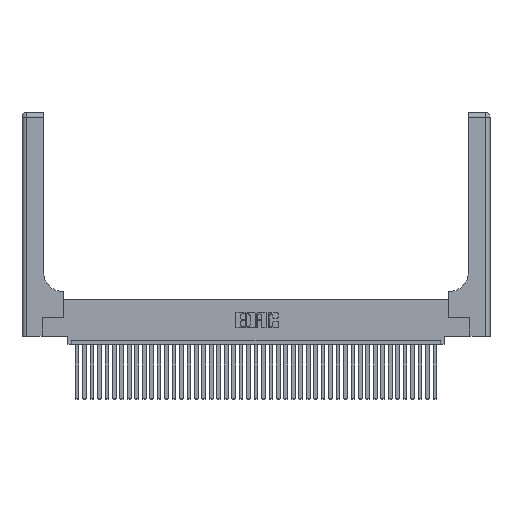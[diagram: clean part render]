
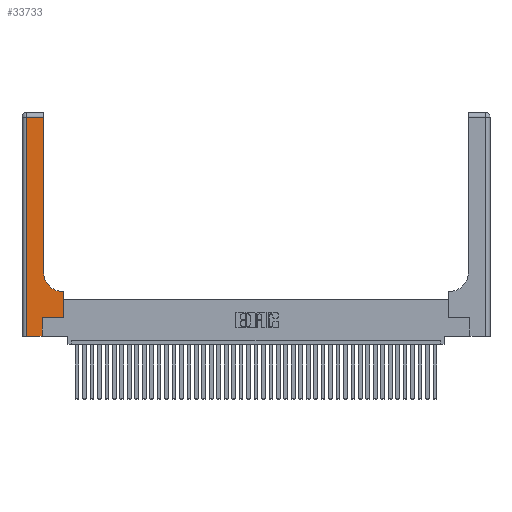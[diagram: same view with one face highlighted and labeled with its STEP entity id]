
A CAD part, top view. The second image highlights one B-rep face of the part: STEP entity #33733.
In plain terms, the highlighted planar face has unit normal (0, 0, 1).
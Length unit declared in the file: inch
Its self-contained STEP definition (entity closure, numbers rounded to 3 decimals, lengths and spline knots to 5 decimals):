
#656 = DIRECTION ( 'NONE',  ( -1., 0., 0. ) ) ;
#865 = CIRCLE ( 'NONE', #40882, 0.25 ) ;
#956 = CARTESIAN_POINT ( 'NONE',  ( 0.5585, 0.6, 0.37 ) ) ;
#1058 = CARTESIAN_POINT ( 'NONE',  ( 0.5585, 0.25, 0.37 ) ) ;
#1837 = VERTEX_POINT ( 'NONE', #13538 ) ;
#2082 = VERTEX_POINT ( 'NONE', #24191 ) ;
#2225 = EDGE_CURVE ( 'NONE', #20510, #22543, #25531, .T. ) ;
#2286 = VERTEX_POINT ( 'NONE', #9043 ) ;
#2640 = LINE ( 'NONE', #19053, #12529 ) ;
#2697 = DIRECTION ( 'NONE',  ( -1., 0., 0. ) ) ;
#2925 = VERTEX_POINT ( 'NONE', #956 ) ;
#4758 = FACE_OUTER_BOUND ( 'NONE', #11198, .T. ) ;
#5056 = VECTOR ( 'NONE', #40648, 39.37008 ) ;
#5285 = LINE ( 'NONE', #16901, #16645 ) ;
#6563 = AXIS2_PLACEMENT_3D ( 'NONE', #21032, #40316, #15114 ) ;
#7545 = EDGE_CURVE ( 'NONE', #2925, #18583, #5285, .T. ) ;
#7600 = DIRECTION ( 'NONE',  ( 0., 1., 0. ) ) ;
#8614 = DIRECTION ( 'NONE',  ( 1., 0., 0. ) ) ;
#9043 = CARTESIAN_POINT ( 'NONE',  ( 0.06, 0., 0.37 ) ) ;
#9059 = CARTESIAN_POINT ( 'NONE',  ( 0.2915, 3., 0.37 ) ) ;
#9711 = LINE ( 'NONE', #24956, #26031 ) ;
#10647 = CARTESIAN_POINT ( 'NONE',  ( 0.269, 0.25, 0.37 ) ) ;
#10837 = CARTESIAN_POINT ( 'NONE',  ( 0.2915, 2.94, 0.37 ) ) ;
#10996 = DIRECTION ( 'NONE',  ( 0., 1., 0. ) ) ;
#11198 = EDGE_LOOP ( 'NONE', ( #37587, #19194, #20130, #17478, #34757, #12165, #30575, #21236, #12841 ) ) ;
#11524 = LINE ( 'NONE', #9059, #5056 ) ;
#11840 = DIRECTION ( 'NONE',  ( 0., 0., -1. ) ) ;
#12165 = ORIENTED_EDGE ( 'NONE', *, *, #2225, .T. ) ;
#12374 = DIRECTION ( 'NONE',  ( 0., -1., 0. ) ) ;
#12529 = VECTOR ( 'NONE', #21582, 39.37008 ) ;
#12841 = ORIENTED_EDGE ( 'NONE', *, *, #20197, .T. ) ;
#13004 = VECTOR ( 'NONE', #10996, 39.37008 ) ;
#13496 = VERTEX_POINT ( 'NONE', #18970 ) ;
#13538 = CARTESIAN_POINT ( 'NONE',  ( 0.2915, 0.85, 0.37 ) ) ;
#13881 = CARTESIAN_POINT ( 'NONE',  ( 0.269, 0., 0.37 ) ) ;
#15114 = DIRECTION ( 'NONE',  ( -1., 0., 0. ) ) ;
#15525 = EDGE_CURVE ( 'NONE', #13496, #2286, #9711, .T. ) ;
#16645 = VECTOR ( 'NONE', #656, 39.37008 ) ;
#16901 = CARTESIAN_POINT ( 'NONE',  ( 0.2915, 0.6, 0.37 ) ) ;
#16985 = EDGE_CURVE ( 'NONE', #2082, #20510, #22421, .T. ) ;
#17369 = EDGE_CURVE ( 'NONE', #2286, #2082, #2640, .T. ) ;
#17478 = ORIENTED_EDGE ( 'NONE', *, *, #17369, .T. ) ;
#17767 = CARTESIAN_POINT ( 'NONE',  ( 0.5415, 0.85, 0.37 ) ) ;
#18583 = VERTEX_POINT ( 'NONE', #20543 ) ;
#18970 = CARTESIAN_POINT ( 'NONE',  ( 0.06, 2.94, 0.37 ) ) ;
#19053 = CARTESIAN_POINT ( 'NONE',  ( 0., 0., 0.37 ) ) ;
#19194 = ORIENTED_EDGE ( 'NONE', *, *, #21464, .T. ) ;
#20130 = ORIENTED_EDGE ( 'NONE', *, *, #15525, .T. ) ;
#20197 = EDGE_CURVE ( 'NONE', #18583, #1837, #865, .T. ) ;
#20321 = DIRECTION ( 'NONE',  ( 1., 0., 0. ) ) ;
#20510 = VERTEX_POINT ( 'NONE', #39263 ) ;
#20543 = CARTESIAN_POINT ( 'NONE',  ( 0.5415, 0.6, 0.37 ) ) ;
#21032 = CARTESIAN_POINT ( 'NONE',  ( 0., 3., 0.37 ) ) ;
#21176 = PLANE ( 'NONE',  #6563 ) ;
#21236 = ORIENTED_EDGE ( 'NONE', *, *, #7545, .T. ) ;
#21464 = EDGE_CURVE ( 'NONE', #38044, #13496, #30554, .T. ) ;
#21582 = DIRECTION ( 'NONE',  ( 1., 0., 0. ) ) ;
#22100 = VECTOR ( 'NONE', #2697, 39.37008 ) ;
#22421 = LINE ( 'NONE', #13881, #13004 ) ;
#22543 = VERTEX_POINT ( 'NONE', #37537 ) ;
#24053 = EDGE_CURVE ( 'NONE', #22543, #2925, #28844, .T. ) ;
#24191 = CARTESIAN_POINT ( 'NONE',  ( 0.269, 0., 0.37 ) ) ;
#24956 = CARTESIAN_POINT ( 'NONE',  ( 0.06, 3., 0.37 ) ) ;
#25531 = LINE ( 'NONE', #10647, #34938 ) ;
#26031 = VECTOR ( 'NONE', #12374, 39.37008 ) ;
#28844 = LINE ( 'NONE', #1058, #36309 ) ;
#30535 = CARTESIAN_POINT ( 'NONE',  ( 0., 2.94, 0.37 ) ) ;
#30554 = LINE ( 'NONE', #30535, #22100 ) ;
#30575 = ORIENTED_EDGE ( 'NONE', *, *, #24053, .T. ) ;
#33733 = ADVANCED_FACE ( 'NONE', ( #4758 ), #21176, .F. ) ;
#34757 = ORIENTED_EDGE ( 'NONE', *, *, #16985, .T. ) ;
#34938 = VECTOR ( 'NONE', #20321, 39.37008 ) ;
#36092 = EDGE_CURVE ( 'NONE', #1837, #38044, #11524, .T. ) ;
#36309 = VECTOR ( 'NONE', #7600, 39.37008 ) ;
#37537 = CARTESIAN_POINT ( 'NONE',  ( 0.5585, 0.25, 0.37 ) ) ;
#37587 = ORIENTED_EDGE ( 'NONE', *, *, #36092, .T. ) ;
#38044 = VERTEX_POINT ( 'NONE', #10837 ) ;
#39263 = CARTESIAN_POINT ( 'NONE',  ( 0.269, 0.25, 0.37 ) ) ;
#40316 = DIRECTION ( 'NONE',  ( 0., 0., -1. ) ) ;
#40648 = DIRECTION ( 'NONE',  ( 0., 1., 0. ) ) ;
#40882 = AXIS2_PLACEMENT_3D ( 'NONE', #17767, #11840, #8614 ) ;
